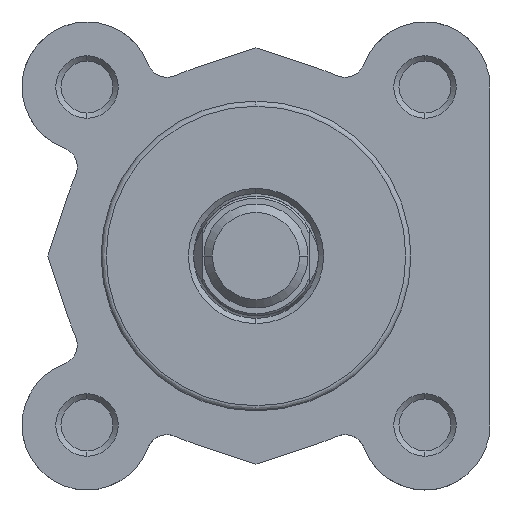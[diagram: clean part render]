
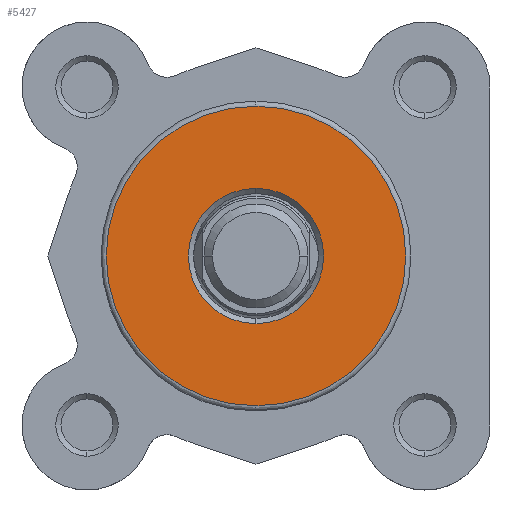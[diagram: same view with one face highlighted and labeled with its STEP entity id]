
A CAD part, left-side view. The second image highlights one B-rep face of the part: STEP entity #5427.
In plain terms, the highlighted planar face has unit normal (-1, 0, 0).
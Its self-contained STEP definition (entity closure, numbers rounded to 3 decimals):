
#1044 = FACE_BOUND ( 'NONE', #4842, .T. ) ;
#1054 = FACE_OUTER_BOUND ( 'NONE', #4843, .T. ) ;
#1433 = EDGE_CURVE ( 'NONE', #1813, #1814, #4980, .T. ) ;
#1464 = EDGE_CURVE ( 'NONE', #1809, #1810, #5257, .T. ) ;
#1809 = VERTEX_POINT ( 'NONE', #2703 ) ;
#1810 = VERTEX_POINT ( 'NONE', #2704 ) ;
#1813 = VERTEX_POINT ( 'NONE', #2707 ) ;
#1814 = VERTEX_POINT ( 'NONE', #2708 ) ;
#2040 = CARTESIAN_POINT ( 'NONE',  ( 0., 0., 0. ) ) ;
#2047 = DIRECTION ( 'NONE',  ( -1., 0., 0. ) ) ;
#2048 = DIRECTION ( 'NONE',  ( 0., 0., 1. ) ) ;
#2130 = CARTESIAN_POINT ( 'NONE',  ( 0., 0., 0. ) ) ;
#2131 = DIRECTION ( 'NONE',  ( 1., 0., 0. ) ) ;
#2132 = DIRECTION ( 'NONE',  ( 0., 0., 1. ) ) ;
#2703 = CARTESIAN_POINT ( 'NONE',  ( 0., 0., -6.5 ) ) ;
#2704 = CARTESIAN_POINT ( 'NONE',  ( 0., 0., 6.5 ) ) ;
#2707 = CARTESIAN_POINT ( 'NONE',  ( 0., 0., -14.4 ) ) ;
#2708 = CARTESIAN_POINT ( 'NONE',  ( 0., 0., 14.4 ) ) ;
#2881 = EDGE_CURVE ( 'NONE', #1814, #1813, #5177, .T. ) ;
#2888 = EDGE_CURVE ( 'NONE', #1810, #1809, #5213, .T. ) ;
#3132 = AXIS2_PLACEMENT_3D ( 'NONE', #2040, #2047, #2048 ) ;
#3152 = AXIS2_PLACEMENT_3D ( 'NONE', #2130, #2131, #2132 ) ;
#3260 = AXIS2_PLACEMENT_3D ( 'NONE', #6550, #6557, #6558 ) ;
#3264 = AXIS2_PLACEMENT_3D ( 'NONE', #6573, #6574, #6575 ) ;
#3487 = AXIS2_PLACEMENT_3D ( 'NONE', #5575, #5578, #5579 ) ;
#3795 = ORIENTED_EDGE ( 'NONE', *, *, #1433, .T. ) ;
#3796 = ORIENTED_EDGE ( 'NONE', *, *, #2881, .T. ) ;
#3797 = ORIENTED_EDGE ( 'NONE', *, *, #1464, .T. ) ;
#3798 = ORIENTED_EDGE ( 'NONE', *, *, #2888, .T. ) ;
#4842 = EDGE_LOOP ( 'NONE', ( #3798, #3797 ) ) ;
#4843 = EDGE_LOOP ( 'NONE', ( #3796, #3795 ) ) ;
#4980 = CIRCLE ( 'NONE', #3132, 14.4 ) ;
#5177 = CIRCLE ( 'NONE', #3260, 14.4 ) ;
#5213 = CIRCLE ( 'NONE', #3264, 6.5 ) ;
#5257 = CIRCLE ( 'NONE', #3152, 6.5 ) ;
#5427 = ADVANCED_FACE ( 'NONE', ( #1044, #1054 ), #5576, .T. ) ;
#5575 = CARTESIAN_POINT ( 'NONE',  ( 0., -6., 0. ) ) ;
#5576 = PLANE ( 'NONE',  #3487 ) ;
#5578 = DIRECTION ( 'NONE',  ( -1., 0., 0. ) ) ;
#5579 = DIRECTION ( 'NONE',  ( 0., 0., 1. ) ) ;
#6550 = CARTESIAN_POINT ( 'NONE',  ( 0., 0., 0. ) ) ;
#6557 = DIRECTION ( 'NONE',  ( -1., 0., 0. ) ) ;
#6558 = DIRECTION ( 'NONE',  ( 0., 0., 1. ) ) ;
#6573 = CARTESIAN_POINT ( 'NONE',  ( 0., 0., 0. ) ) ;
#6574 = DIRECTION ( 'NONE',  ( 1., 0., 0. ) ) ;
#6575 = DIRECTION ( 'NONE',  ( 0., 0., 1. ) ) ;
